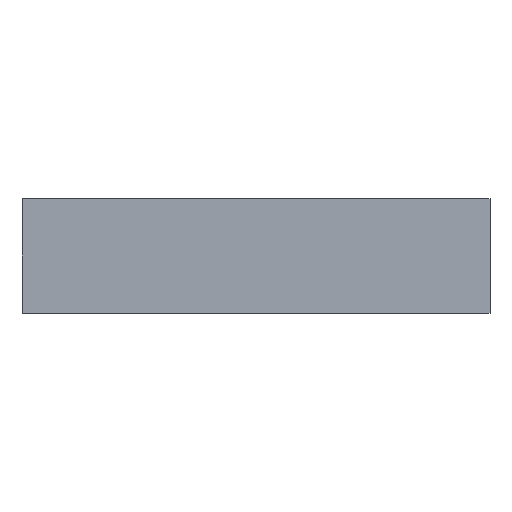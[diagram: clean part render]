
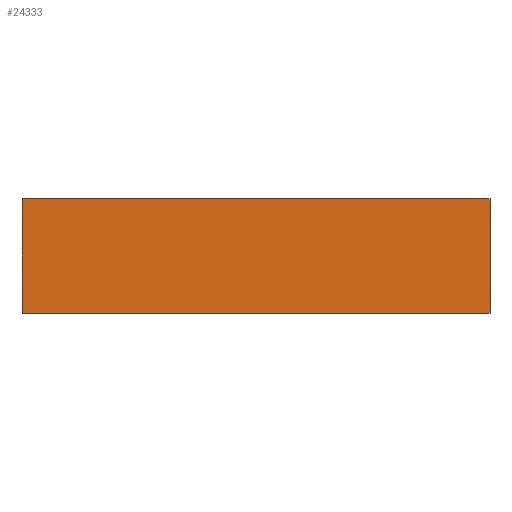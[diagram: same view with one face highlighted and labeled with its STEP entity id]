
A CAD part, front view. The second image highlights one B-rep face of the part: STEP entity #24333.
In plain terms, the highlighted planar face has unit normal (0, -1, 0).
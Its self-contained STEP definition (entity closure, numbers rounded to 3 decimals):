
#541 = FACE_OUTER_BOUND ( 'NONE', #9714, .T. ) ;
#3998 = ORIENTED_EDGE ( 'NONE', *, *, #11746, .T. ) ;
#4389 = DIRECTION ( 'NONE',  ( -1., 0., 0. ) ) ;
#4676 = CARTESIAN_POINT ( 'NONE',  ( 266., -10., 65. ) ) ;
#5735 = CARTESIAN_POINT ( 'NONE',  ( 0., -10., 0. ) ) ;
#6788 = LINE ( 'NONE', #7491, #33688 ) ;
#7253 = CARTESIAN_POINT ( 'NONE',  ( -266., -10., 65. ) ) ;
#7491 = CARTESIAN_POINT ( 'NONE',  ( -266., -10., 65. ) ) ;
#7643 = CARTESIAN_POINT ( 'NONE',  ( 266., -10., 65. ) ) ;
#9419 = CARTESIAN_POINT ( 'NONE',  ( 266., -10., -65. ) ) ;
#9439 = VERTEX_POINT ( 'NONE', #10536 ) ;
#9714 = EDGE_LOOP ( 'NONE', ( #3998, #20138, #29968, #10333 ) ) ;
#9718 = EDGE_CURVE ( 'NONE', #25161, #29637, #25938, .T. ) ;
#10333 = ORIENTED_EDGE ( 'NONE', *, *, #20953, .T. ) ;
#10536 = CARTESIAN_POINT ( 'NONE',  ( -266., -10., 65. ) ) ;
#11746 = EDGE_CURVE ( 'NONE', #9439, #25161, #6788, .T. ) ;
#12277 = LINE ( 'NONE', #7253, #18004 ) ;
#12440 = VECTOR ( 'NONE', #28819, 1000. ) ;
#12634 = VERTEX_POINT ( 'NONE', #4676 ) ;
#14512 = DIRECTION ( 'NONE',  ( 0., 0., -1. ) ) ;
#15804 = AXIS2_PLACEMENT_3D ( 'NONE', #5735, #30842, #14512 ) ;
#18004 = VECTOR ( 'NONE', #4389, 1000. ) ;
#18901 = VECTOR ( 'NONE', #29538, 1000. ) ;
#20138 = ORIENTED_EDGE ( 'NONE', *, *, #9718, .T. ) ;
#20559 = CARTESIAN_POINT ( 'NONE',  ( -266., -10., -65. ) ) ;
#20953 = EDGE_CURVE ( 'NONE', #12634, #9439, #12277, .T. ) ;
#24333 = ADVANCED_FACE ( 'NONE', ( #541 ), #30662, .T. ) ;
#25161 = VERTEX_POINT ( 'NONE', #30285 ) ;
#25938 = LINE ( 'NONE', #20559, #12440 ) ;
#28819 = DIRECTION ( 'NONE',  ( 1., 0., 0. ) ) ;
#29538 = DIRECTION ( 'NONE',  ( 0., 0., 1. ) ) ;
#29637 = VERTEX_POINT ( 'NONE', #9419 ) ;
#29968 = ORIENTED_EDGE ( 'NONE', *, *, #32716, .T. ) ;
#30285 = CARTESIAN_POINT ( 'NONE',  ( -266., -10., -65. ) ) ;
#30662 = PLANE ( 'NONE',  #15804 ) ;
#30842 = DIRECTION ( 'NONE',  ( 0., -1., 0. ) ) ;
#31691 = DIRECTION ( 'NONE',  ( 0., 0., -1. ) ) ;
#32209 = LINE ( 'NONE', #7643, #18901 ) ;
#32716 = EDGE_CURVE ( 'NONE', #29637, #12634, #32209, .T. ) ;
#33688 = VECTOR ( 'NONE', #31691, 1000. ) ;
